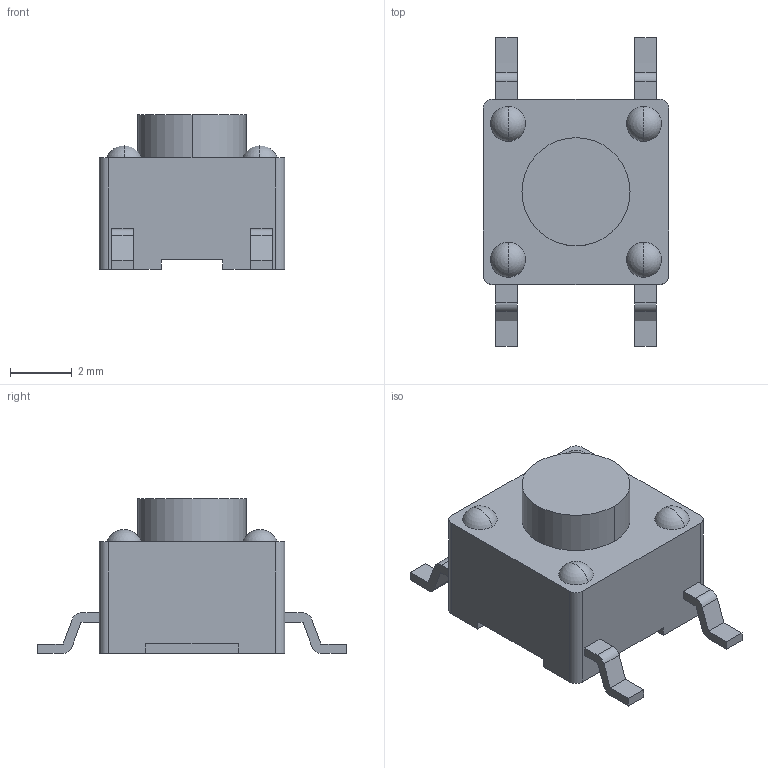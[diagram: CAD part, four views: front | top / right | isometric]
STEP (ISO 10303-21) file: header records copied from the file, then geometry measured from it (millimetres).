
FILE_DESCRIPTION((''),'2;1');
FILE_NAME('C-1571563-4','2024-02-08T09:48:33',('workeradm'),('TE Connectivity Ltd.'),'CREO PARAMETRIC BY PTC INC, 2021072','CREO PARAMETRIC BY PTC INC, 2021072','');
FILE_SCHEMA(('AUTOMOTIVE_DESIGN { 1 0 10303 214 1 1 1 1 }'));
Length unit declared in the file: millimetre
Products named in the file (1): C-1571563-4
Bounding box: 6 x 10 x 5 mm (x, y, z)
Volume: 139.7 mm3; surface area: 199.2 mm2
Topology: 1 solids, 1 shells, 77 faces, 210 edges, 136 vertices
Faces by surface type: plane 55, cylinder 14, sphere 8
Entity records: 2416 total; most frequent: CARTESIAN_POINT 417, ORIENTED_EDGE 404, DIRECTION 400, EDGE_CURVE 202, VECTOR 158, LINE 158, VERTEX_POINT 136, AXIS2_PLACEMENT_3D 121
